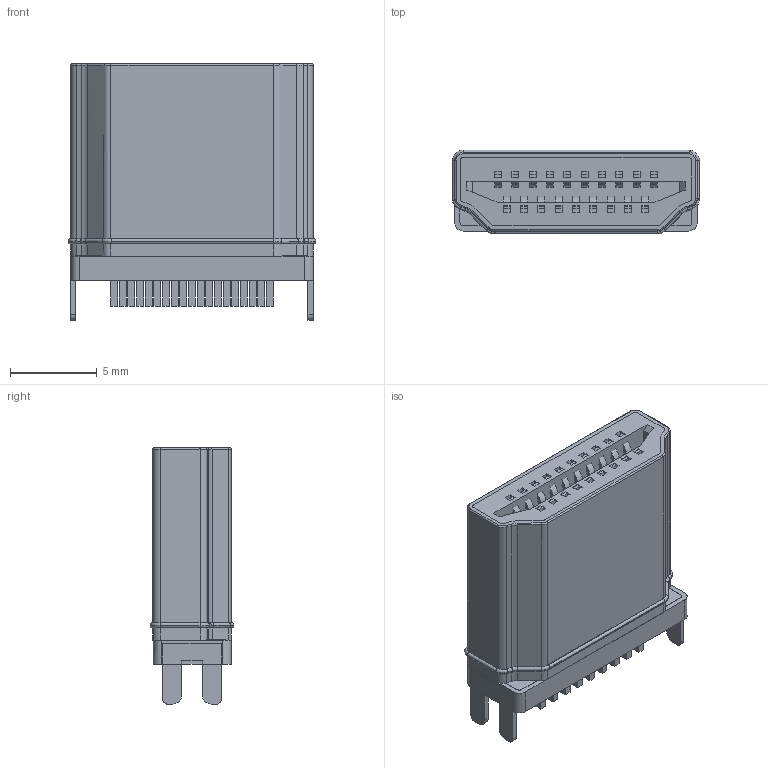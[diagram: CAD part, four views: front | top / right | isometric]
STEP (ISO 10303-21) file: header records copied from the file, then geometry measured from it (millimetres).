
FILE_DESCRIPTION(('FreeCAD Model'),'2;1');
FILE_NAME('Open CASCADE Shape Model','2023-08-24T21:41:10',(''),(''), 'Open CASCADE STEP processor 7.6','FreeCAD','Unknown');
FILE_SCHEMA(('AUTOMOTIVE_DESIGN { 1 0 10303 214 1 1 1 1 }'));
Length unit declared in the file: millimetre
Products named in the file (4): Unnamed; contacts; metal_cover; plastic_body
Assembly tree (3 placements, depth 2):
  Unnamed
    contacts
    metal_cover
    plastic_body
Bounding box: 14.29 x 4.85 x 14.8 mm (x, y, z)
Volume: 705.6 mm3; surface area: 1358.4 mm2
Topology: 21 solids, 21 shells, 731 faces, 1853 edges, 1204 vertices
Faces by surface type: plane 467, cylinder 218, torus 24, revolution 20, bspline 2
Entity records: 23269 total; most frequent: CARTESIAN_POINT 4150, DIRECTION 3792, ORIENTED_EDGE 3706, EDGE_CURVE 1853, LINE 1344, VECTOR 1344, AXIS2_PLACEMENT_3D 1214, VERTEX_POINT 1204
